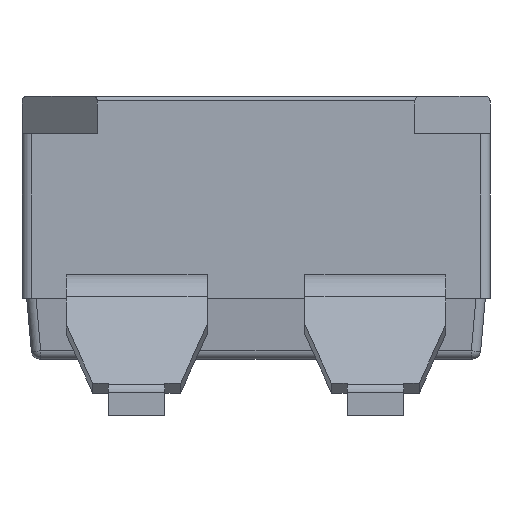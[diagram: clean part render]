
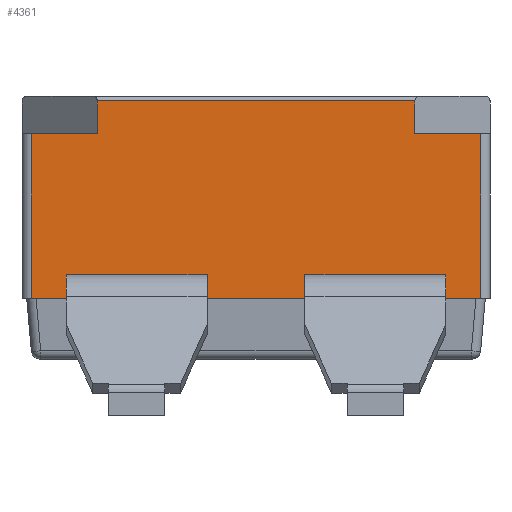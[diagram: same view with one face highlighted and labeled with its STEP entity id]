
A CAD part, front view. The second image highlights one B-rep face of the part: STEP entity #4361.
In plain terms, the highlighted planar face has unit normal (0, -1, 0).
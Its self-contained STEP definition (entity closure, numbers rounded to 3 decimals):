
#981=CARTESIAN_POINT('',(1.69,-3.,-0.05));
#1087=DIRECTION('',(1.,0.,0.));
#1088=VECTOR('',#1087,0.37);
#1089=CARTESIAN_POINT('',(-2.39,-3.,-2.15));
#1090=LINE('',#1089,#1088);
#1095=DIRECTION('',(1.,0.,0.));
#1096=VECTOR('',#1095,1.04);
#1097=CARTESIAN_POINT('',(-0.52,-3.,-2.15));
#1098=LINE('',#1097,#1096);
#1103=DIRECTION('',(1.,0.,0.));
#1104=VECTOR('',#1103,0.37);
#1105=CARTESIAN_POINT('',(2.02,-3.,-2.15));
#1106=LINE('',#1105,#1104);
#1158=DIRECTION('',(1.,0.,0.));
#1159=VECTOR('',#1158,3.38);
#1160=CARTESIAN_POINT('',(-1.69,-3.,-0.05));
#1161=LINE('',#1160,#1159);
#1162=DIRECTION('',(0.,0.,-1.));
#1163=VECTOR('',#1162,0.35);
#1164=CARTESIAN_POINT('',(1.69,-3.,-0.05));
#1165=LINE('',#1164,#1163);
#1166=DIRECTION('',(1.,0.,0.));
#1167=VECTOR('',#1166,0.7);
#1168=CARTESIAN_POINT('',(1.69,-3.,-0.4));
#1169=LINE('',#1168,#1167);
#1170=DIRECTION('',(0.,0.,-1.));
#1171=VECTOR('',#1170,1.75);
#1172=CARTESIAN_POINT('',(2.39,-3.,-0.4));
#1173=LINE('',#1172,#1171);
#1174=DIRECTION('',(0.,0.,1.));
#1175=VECTOR('',#1174,0.25);
#1176=CARTESIAN_POINT('',(2.02,-3.,-2.15));
#1177=LINE('',#1176,#1175);
#1178=DIRECTION('',(1.,0.,0.));
#1179=VECTOR('',#1178,1.5);
#1180=CARTESIAN_POINT('',(0.52,-3.,-1.9));
#1181=LINE('',#1180,#1179);
#1182=DIRECTION('',(0.,0.,1.));
#1183=VECTOR('',#1182,0.25);
#1184=CARTESIAN_POINT('',(0.52,-3.,-2.15));
#1185=LINE('',#1184,#1183);
#1186=DIRECTION('',(0.,0.,1.));
#1187=VECTOR('',#1186,0.25);
#1188=CARTESIAN_POINT('',(-0.52,-3.,-2.15));
#1189=LINE('',#1188,#1187);
#1190=DIRECTION('',(1.,0.,0.));
#1191=VECTOR('',#1190,1.5);
#1192=CARTESIAN_POINT('',(-2.02,-3.,-1.9));
#1193=LINE('',#1192,#1191);
#1194=DIRECTION('',(0.,0.,1.));
#1195=VECTOR('',#1194,0.25);
#1196=CARTESIAN_POINT('',(-2.02,-3.,-2.15));
#1197=LINE('',#1196,#1195);
#1198=DIRECTION('',(0.,0.,-1.));
#1199=VECTOR('',#1198,1.75);
#1200=CARTESIAN_POINT('',(-2.39,-3.,-0.4));
#1201=LINE('',#1200,#1199);
#1202=DIRECTION('',(1.,0.,0.));
#1203=VECTOR('',#1202,0.7);
#1204=CARTESIAN_POINT('',(-2.39,-3.,-0.4));
#1205=LINE('',#1204,#1203);
#1206=DIRECTION('',(0.,0.,-1.));
#1207=VECTOR('',#1206,0.35);
#1208=CARTESIAN_POINT('',(-1.69,-3.,-0.05));
#1209=LINE('',#1208,#1207);
#2330=CARTESIAN_POINT('',(-1.69,-3.,-0.4));
#2332=VERTEX_POINT('',#2330);
#2339=CARTESIAN_POINT('',(1.69,-3.,-0.4));
#2341=VERTEX_POINT('',#2339);
#2434=VERTEX_POINT('',#981);
#2435=CARTESIAN_POINT('',(-1.69,-3.,-0.05));
#2436=VERTEX_POINT('',#2435);
#2448=CARTESIAN_POINT('',(-2.39,-3.,-2.15));
#2450=VERTEX_POINT('',#2448);
#2454=CARTESIAN_POINT('',(-2.39,-3.,-0.4));
#2455=VERTEX_POINT('',#2454);
#2473=CARTESIAN_POINT('',(2.39,-3.,-2.15));
#2475=VERTEX_POINT('',#2473);
#2476=CARTESIAN_POINT('',(2.39,-3.,-0.4));
#2477=VERTEX_POINT('',#2476);
#2545=CARTESIAN_POINT('',(-2.02,-3.,-2.15));
#2547=VERTEX_POINT('',#2545);
#2549=CARTESIAN_POINT('',(-0.52,-3.,-2.15));
#2551=VERTEX_POINT('',#2549);
#2552=CARTESIAN_POINT('',(-2.02,-3.,-1.9));
#2553=VERTEX_POINT('',#2552);
#2554=CARTESIAN_POINT('',(-0.52,-3.,-1.9));
#2555=VERTEX_POINT('',#2554);
#2709=CARTESIAN_POINT('',(0.52,-3.,-2.15));
#2711=VERTEX_POINT('',#2709);
#2715=CARTESIAN_POINT('',(2.02,-3.,-2.15));
#2717=VERTEX_POINT('',#2715);
#2734=CARTESIAN_POINT('',(0.52,-3.,-1.9));
#2735=VERTEX_POINT('',#2734);
#2738=CARTESIAN_POINT('',(2.02,-3.,-1.9));
#2739=VERTEX_POINT('',#2738);
#4331=CARTESIAN_POINT('',(-2.49,-3.,0.));
#4332=DIRECTION('',(0.,-1.,0.));
#4333=DIRECTION('',(1.,0.,0.));
#4334=AXIS2_PLACEMENT_3D('',#4331,#4332,#4333);
#4335=PLANE('',#4334);
#4336=ORIENTED_EDGE('',*,*,#4078,.T.);
#4337=ORIENTED_EDGE('',*,*,#4098,.T.);
#4338=ORIENTED_EDGE('',*,*,#4237,.T.);
#4340=ORIENTED_EDGE('',*,*,#4339,.T.);
#4341=ORIENTED_EDGE('',*,*,#4281,.F.);
#4343=ORIENTED_EDGE('',*,*,#4342,.T.);
#4345=ORIENTED_EDGE('',*,*,#4344,.F.);
#4347=ORIENTED_EDGE('',*,*,#4346,.F.);
#4348=ORIENTED_EDGE('',*,*,#4273,.F.);
#4350=ORIENTED_EDGE('',*,*,#4349,.T.);
#4352=ORIENTED_EDGE('',*,*,#4351,.F.);
#4354=ORIENTED_EDGE('',*,*,#4353,.F.);
#4355=ORIENTED_EDGE('',*,*,#4265,.F.);
#4356=ORIENTED_EDGE('',*,*,#4254,.F.);
#4357=ORIENTED_EDGE('',*,*,#4196,.T.);
#4358=ORIENTED_EDGE('',*,*,#4062,.F.);
#4359=EDGE_LOOP('',(#4336,#4337,#4338,#4340,#4341,#4343,#4345,#4347,#4348,#4350,
#4352,#4354,#4355,#4356,#4357,#4358));
#4360=FACE_OUTER_BOUND('',#4359,.F.);
#4062=EDGE_CURVE('',#2436,#2332,#1209,.T.);
#4078=EDGE_CURVE('',#2436,#2434,#1161,.T.);
#4098=EDGE_CURVE('',#2434,#2341,#1165,.T.);
#4196=EDGE_CURVE('',#2455,#2332,#1205,.T.);
#4237=EDGE_CURVE('',#2341,#2477,#1169,.T.);
#4254=EDGE_CURVE('',#2455,#2450,#1201,.T.);
#4265=EDGE_CURVE('',#2450,#2547,#1090,.T.);
#4273=EDGE_CURVE('',#2551,#2711,#1098,.T.);
#4281=EDGE_CURVE('',#2717,#2475,#1106,.T.);
#4339=EDGE_CURVE('',#2477,#2475,#1173,.T.);
#4342=EDGE_CURVE('',#2717,#2739,#1177,.T.);
#4344=EDGE_CURVE('',#2735,#2739,#1181,.T.);
#4346=EDGE_CURVE('',#2711,#2735,#1185,.T.);
#4349=EDGE_CURVE('',#2551,#2555,#1189,.T.);
#4351=EDGE_CURVE('',#2553,#2555,#1193,.T.);
#4353=EDGE_CURVE('',#2547,#2553,#1197,.T.);
#4361=ADVANCED_FACE('',(#4360),#4335,.T.);
